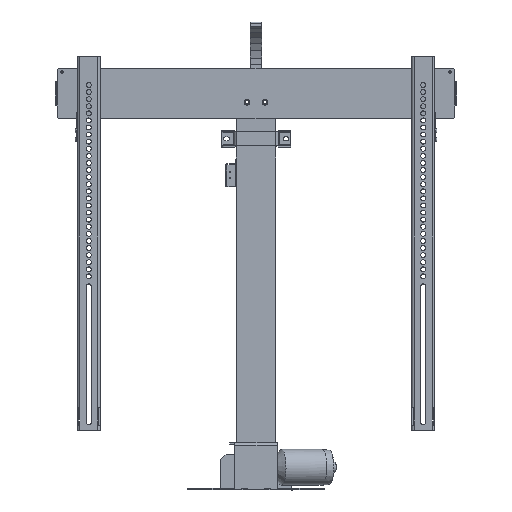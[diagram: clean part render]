
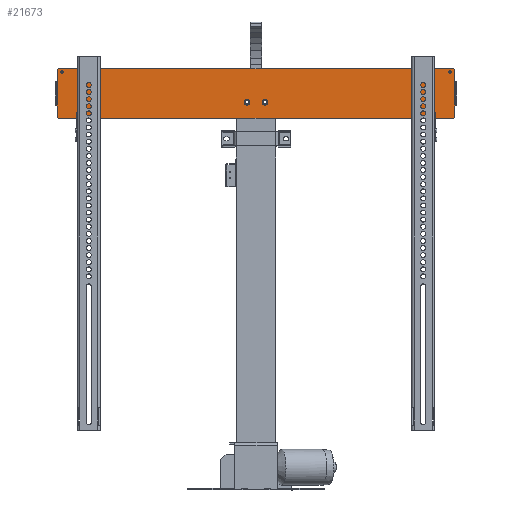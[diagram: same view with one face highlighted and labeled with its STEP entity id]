
A CAD part, top view. The second image highlights one B-rep face of the part: STEP entity #21673.
In plain terms, the highlighted planar face has unit normal (0, 0, 1).
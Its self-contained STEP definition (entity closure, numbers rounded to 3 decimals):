
#21426=CARTESIAN_POINT('',(28.62,-43.137,2.0));
#21427=VERTEX_POINT('',#21426);
#21428=CARTESIAN_POINT('',(23.62,-43.137,2.0));
#21429=DIRECTION('',(0.0,0.0,-1.0));
#21430=DIRECTION('',(-1.0,0.0,0.0));
#21431=AXIS2_PLACEMENT_3D('',#21428,#21429,#21430);
#21432=CIRCLE('',#21431,5.);
#21433=EDGE_CURVE('',#21427,#21427,#21432,.T.);
#21454=CARTESIAN_POINT('',(60.62,-43.137,2.0));
#21455=VERTEX_POINT('',#21454);
#21456=CARTESIAN_POINT('',(55.62,-43.137,2.0));
#21457=DIRECTION('',(0.0,0.0,-1.0));
#21458=DIRECTION('',(-1.0,0.0,0.0));
#21459=AXIS2_PLACEMENT_3D('',#21456,#21457,#21458);
#21460=CIRCLE('',#21459,5.);
#21461=EDGE_CURVE('',#21455,#21455,#21460,.T.);
#21570=CARTESIAN_POINT('',(187.12,13.863,2.0));
#21571=DIRECTION('',(0.0,0.0,1.0));
#21572=DIRECTION('',(1.0,0.0,0.0));
#21573=AXIS2_PLACEMENT_3D('',#21570,#21571,#21572);
#21574=PLANE('',#21573);
#21575=CARTESIAN_POINT('',(387.12,16.363,2.0));
#21576=VERTEX_POINT('',#21575);
#21577=CARTESIAN_POINT('',(-307.88,16.363,2.0));
#21578=VERTEX_POINT('',#21577);
#21579=CARTESIAN_POINT('',(387.12,16.363,2.0));
#21580=DIRECTION('',(-1.0,0.0,0.0));
#21581=VECTOR('',#21580,695.0);
#21582=LINE('',#21579,#21581);
#21583=EDGE_CURVE('',#21576,#21578,#21582,.T.);
#21584=ORIENTED_EDGE('',*,*,#21583,.T.);
#21585=CARTESIAN_POINT('',(-310.38,13.863,2.0));
#21586=VERTEX_POINT('',#21585);
#21587=CARTESIAN_POINT('',(-307.88,13.863,2.0));
#21588=DIRECTION('',(0.0,0.0,1.0));
#21589=DIRECTION('',(-1.0,0.0,0.0));
#21590=AXIS2_PLACEMENT_3D('',#21587,#21588,#21589);
#21591=CIRCLE('',#21590,2.5);
#21592=EDGE_CURVE('',#21578,#21586,#21591,.T.);
#21593=ORIENTED_EDGE('',*,*,#21592,.T.);
#21594=CARTESIAN_POINT('',(-310.38,-69.137,2.0));
#21595=VERTEX_POINT('',#21594);
#21596=CARTESIAN_POINT('',(-310.38,13.863,2.0));
#21597=DIRECTION('',(0.0,-1.0,0.0));
#21598=VECTOR('',#21597,83.0);
#21599=LINE('',#21596,#21598);
#21600=EDGE_CURVE('',#21586,#21595,#21599,.T.);
#21601=ORIENTED_EDGE('',*,*,#21600,.T.);
#21602=CARTESIAN_POINT('',(-307.88,-71.637,2.0));
#21603=VERTEX_POINT('',#21602);
#21604=CARTESIAN_POINT('',(-307.88,-69.137,2.0));
#21605=DIRECTION('',(0.0,0.0,1.0));
#21606=DIRECTION('',(-1.0,0.0,0.0));
#21607=AXIS2_PLACEMENT_3D('',#21604,#21605,#21606);
#21608=CIRCLE('',#21607,2.5);
#21609=EDGE_CURVE('',#21595,#21603,#21608,.T.);
#21610=ORIENTED_EDGE('',*,*,#21609,.T.);
#21611=CARTESIAN_POINT('',(387.12,-71.637,2.0));
#21612=VERTEX_POINT('',#21611);
#21613=CARTESIAN_POINT('',(-307.88,-71.637,2.0));
#21614=DIRECTION('',(1.0,0.0,0.0));
#21615=VECTOR('',#21614,695.0);
#21616=LINE('',#21613,#21615);
#21617=EDGE_CURVE('',#21603,#21612,#21616,.T.);
#21618=ORIENTED_EDGE('',*,*,#21617,.T.);
#21619=CARTESIAN_POINT('',(389.62,-69.137,2.0));
#21620=VERTEX_POINT('',#21619);
#21621=CARTESIAN_POINT('',(387.12,-69.137,2.0));
#21622=DIRECTION('',(0.0,0.0,1.0));
#21623=DIRECTION('',(1.0,0.0,0.0));
#21624=AXIS2_PLACEMENT_3D('',#21621,#21622,#21623);
#21625=CIRCLE('',#21624,2.5);
#21626=EDGE_CURVE('',#21612,#21620,#21625,.T.);
#21627=ORIENTED_EDGE('',*,*,#21626,.T.);
#21628=CARTESIAN_POINT('',(389.62,13.863,2.0));
#21629=VERTEX_POINT('',#21628);
#21630=CARTESIAN_POINT('',(389.62,-69.137,2.0));
#21631=DIRECTION('',(0.0,1.0,0.0));
#21632=VECTOR('',#21631,83.0);
#21633=LINE('',#21630,#21632);
#21634=EDGE_CURVE('',#21620,#21629,#21633,.T.);
#21635=ORIENTED_EDGE('',*,*,#21634,.T.);
#21636=CARTESIAN_POINT('',(387.12,13.863,2.0));
#21637=DIRECTION('',(0.0,0.0,1.0));
#21638=DIRECTION('',(1.0,0.0,0.0));
#21639=AXIS2_PLACEMENT_3D('',#21636,#21637,#21638);
#21640=CIRCLE('',#21639,2.5);
#21641=EDGE_CURVE('',#21629,#21576,#21640,.T.);
#21642=ORIENTED_EDGE('',*,*,#21641,.T.);
#21643=EDGE_LOOP('',(#21584,#21593,#21601,#21610,#21618,#21627,#21635,#21642));
#21644=FACE_OUTER_BOUND('',#21643,.T.);
#21645=ORIENTED_EDGE('',*,*,#21433,.T.);
#21646=EDGE_LOOP('',(#21645));
#21647=FACE_BOUND('',#21646,.T.);
#21648=ORIENTED_EDGE('',*,*,#21461,.T.);
#21649=EDGE_LOOP('',(#21648));
#21650=FACE_BOUND('',#21649,.T.);
#21651=CARTESIAN_POINT('',(383.62,10.363,2.0));
#21652=VERTEX_POINT('',#21651);
#21653=CARTESIAN_POINT('',(381.62,10.363,2.0));
#21654=DIRECTION('',(0.0,0.0,1.0));
#21655=DIRECTION('',(1.0,0.0,0.0));
#21656=AXIS2_PLACEMENT_3D('',#21653,#21654,#21655);
#21657=CIRCLE('',#21656,2.);
#21658=EDGE_CURVE('',#21652,#21652,#21657,.T.);
#21659=ORIENTED_EDGE('',*,*,#21658,.F.);
#21660=EDGE_LOOP('',(#21659));
#21661=FACE_BOUND('',#21660,.T.);
#21662=CARTESIAN_POINT('',(-300.38,10.363,2.0));
#21663=VERTEX_POINT('',#21662);
#21664=CARTESIAN_POINT('',(-302.38,10.363,2.0));
#21665=DIRECTION('',(0.0,0.0,1.0));
#21666=DIRECTION('',(-1.0,0.0,0.0));
#21667=AXIS2_PLACEMENT_3D('',#21664,#21665,#21666);
#21668=CIRCLE('',#21667,2.);
#21669=EDGE_CURVE('',#21663,#21663,#21668,.T.);
#21670=ORIENTED_EDGE('',*,*,#21669,.F.);
#21671=EDGE_LOOP('',(#21670));
#21672=FACE_BOUND('',#21671,.T.);
#21673=ADVANCED_FACE('',(#21644,#21647,#21650,#21661,#21672),#21574,.T.);
